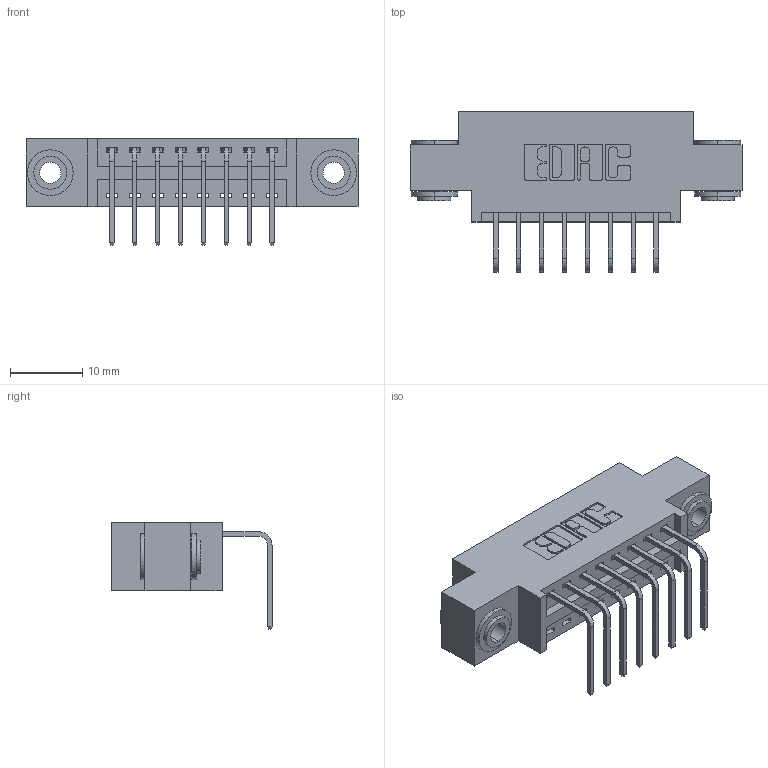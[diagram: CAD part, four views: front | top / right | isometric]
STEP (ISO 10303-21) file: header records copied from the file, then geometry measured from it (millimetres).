
FILE_DESCRIPTION (( 'STEP AP203' ), '1' );
FILE_NAME ('346-008-558-603.STEP', '2022-05-04T21:34:30', ( '' ), ( '' ), 'SwSTEP 2.0', 'SolidWorks 2020', '' );
FILE_SCHEMA (( 'CONFIG_CONTROL_DESIGN' ));
Length unit declared in the file: inch
Products named in the file (4): 345-292-001_558 Tail - 2; 346-008-558-603; 345-250-002_345-250-002-102; 346 Part_0.170 Offset - 0.156 Dia-TH
Assembly tree (11 placements, depth 2):
  346-008-558-603
    346 Part_0.170 Offset - 0.156 Dia-TH
    345-292-001_558 Tail - 2  x8
    345-250-002_345-250-002-102  x2
Bounding box: 45.97 x 22.16 x 14.73 mm (x, y, z)
Volume: 4039.8 mm3; surface area: 5253.2 mm2
Topology: 11 solids, 11 shells, 658 faces, 1909 edges, 1258 vertices
Faces by surface type: plane 440, cylinder 210, cone 8
Entity records: 10824 total; most frequent: CARTESIAN_POINT 1849, ORIENTED_EDGE 1782, DIRECTION 1701, EDGE_CURVE 891, LINE 703, VECTOR 703, VERTEX_POINT 590, AXIS2_PLACEMENT_3D 499
